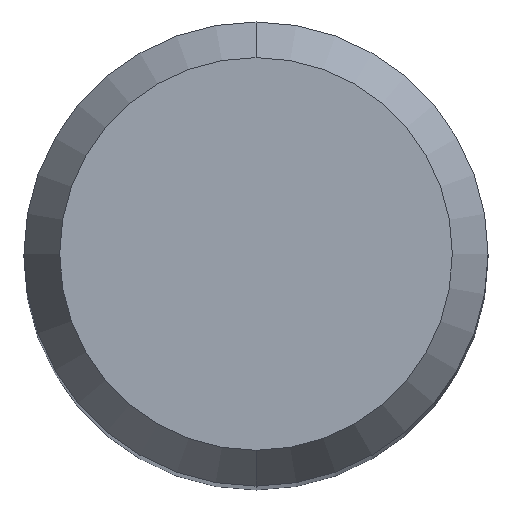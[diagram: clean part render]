
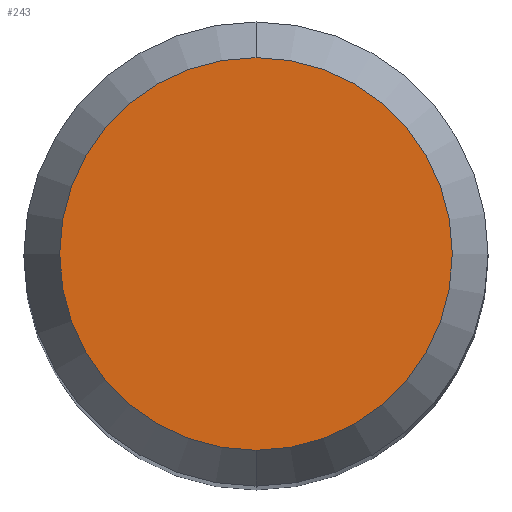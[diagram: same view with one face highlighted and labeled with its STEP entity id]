
A CAD part, top view. The second image highlights one B-rep face of the part: STEP entity #243.
In plain terms, the highlighted planar face has unit normal (0, 0, 1).
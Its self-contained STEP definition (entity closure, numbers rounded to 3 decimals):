
#227=EDGE_CURVE('',#301,#255,#511,.T.);
#243=ADVANCED_FACE('',(#527),#528,.T.);
#255=VERTEX_POINT('',#540);
#301=VERTEX_POINT('',#591);
#353=EDGE_CURVE('',#255,#301,#647,.T.);
#511=CIRCLE('',#912,2.538);
#527=FACE_OUTER_BOUND('',#932,.T.);
#528=PLANE('',#933);
#540=CARTESIAN_POINT('',(0.,-2.538,28.536));
#591=CARTESIAN_POINT('',(0.0,2.538,28.536));
#647=CIRCLE('',#1194,2.538);
#912=AXIS2_PLACEMENT_3D('',#1438,#1439,#1440);
#932=EDGE_LOOP('',(#1444,#1445));
#933=AXIS2_PLACEMENT_3D('',#1446,#1447,#1448);
#1194=AXIS2_PLACEMENT_3D('',#1562,#1563,#1564);
#1438=CARTESIAN_POINT('',(0.0,0.0,28.536));
#1439=DIRECTION('',(0.0,0.0,-1.0));
#1440=DIRECTION('',(0.0,1.0,0.0));
#1444=ORIENTED_EDGE('',*,*,#227,.F.);
#1445=ORIENTED_EDGE('',*,*,#353,.F.);
#1446=CARTESIAN_POINT('',(0.0,1.269,28.536));
#1447=DIRECTION('',(-0.0,0.0,1.0));
#1448=DIRECTION('',(0.0,-1.0,0.0));
#1562=CARTESIAN_POINT('',(0.0,0.0,28.536));
#1563=DIRECTION('',(0.0,0.0,-1.0));
#1564=DIRECTION('',(0.0,1.0,0.0));
